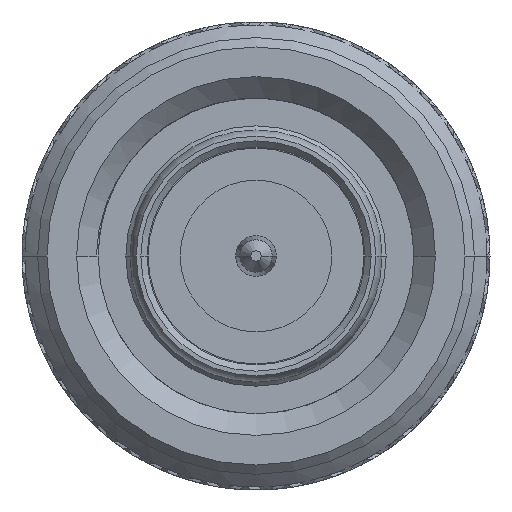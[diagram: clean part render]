
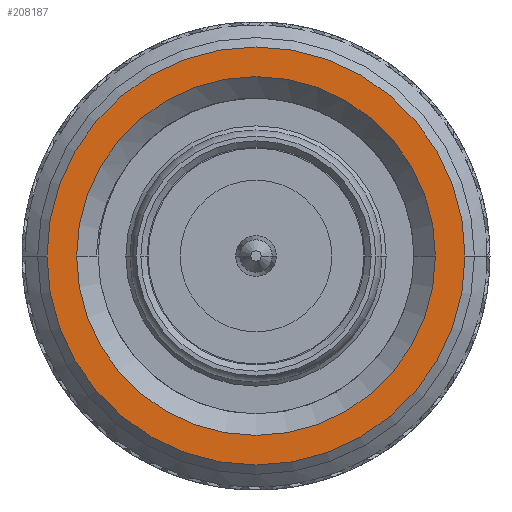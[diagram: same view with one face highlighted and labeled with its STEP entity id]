
A CAD part, left-side view. The second image highlights one B-rep face of the part: STEP entity #208187.
In plain terms, the highlighted planar face has unit normal (-1, 0, 0).
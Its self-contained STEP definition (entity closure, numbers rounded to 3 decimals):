
#43663=CARTESIAN_POINT('',(-11.65,0.,0.));
#43664=DIRECTION('',(-1.,0.,0.));
#43665=DIRECTION('',(0.,1.,0.));
#43666=AXIS2_PLACEMENT_3D('',#43663,#43664,#43665);
#43668=CARTESIAN_POINT('',(-11.65,0.,0.));
#43669=DIRECTION('',(-1.,0.,0.));
#43670=DIRECTION('',(0.,-1.,0.));
#43671=AXIS2_PLACEMENT_3D('',#43668,#43669,#43670);
#43673=CARTESIAN_POINT('',(-11.65,0.,0.));
#43674=DIRECTION('',(1.,0.,0.));
#43675=DIRECTION('',(0.,1.,0.));
#43676=AXIS2_PLACEMENT_3D('',#43673,#43674,#43675);
#43678=CARTESIAN_POINT('',(-11.65,0.,0.));
#43679=DIRECTION('',(1.,0.,0.));
#43680=DIRECTION('',(0.,-1.,0.));
#43681=AXIS2_PLACEMENT_3D('',#43678,#43679,#43680);
#49520=CARTESIAN_POINT('',(-11.65,6.7,0.));
#49521=CARTESIAN_POINT('',(-11.65,-6.7,0.));
#49522=VERTEX_POINT('',#49520);
#49523=VERTEX_POINT('',#49521);
#49993=CARTESIAN_POINT('',(-11.65,5.75,0.));
#49994=CARTESIAN_POINT('',(-11.65,-5.75,0.));
#49995=VERTEX_POINT('',#49993);
#49996=VERTEX_POINT('',#49994);
#208171=CARTESIAN_POINT('',(-11.65,0.,0.));
#208172=DIRECTION('',(-1.,0.,0.));
#208173=DIRECTION('',(0.,1.,0.));
#208174=AXIS2_PLACEMENT_3D('',#208171,#208172,#208173);
#208175=PLANE('',#208174);
#208176=ORIENTED_EDGE('',*,*,#208161,.F.);
#208178=ORIENTED_EDGE('',*,*,#208177,.F.);
#208179=EDGE_LOOP('',(#208176,#208178));
#208180=FACE_OUTER_BOUND('',#208179,.F.);
#208182=ORIENTED_EDGE('',*,*,#208181,.F.);
#208184=ORIENTED_EDGE('',*,*,#208183,.F.);
#208185=EDGE_LOOP('',(#208182,#208184));
#208186=FACE_BOUND('',#208185,.F.);
#43667=CIRCLE('',#43666,6.7);
#43672=CIRCLE('',#43671,6.7);
#43677=CIRCLE('',#43676,5.75);
#43682=CIRCLE('',#43681,5.75);
#208161=EDGE_CURVE('',#49522,#49523,#43667,.T.);
#208177=EDGE_CURVE('',#49523,#49522,#43672,.T.);
#208181=EDGE_CURVE('',#49995,#49996,#43677,.T.);
#208183=EDGE_CURVE('',#49996,#49995,#43682,.T.);
#208187=ADVANCED_FACE('',(#208180,#208186),#208175,.T.);
